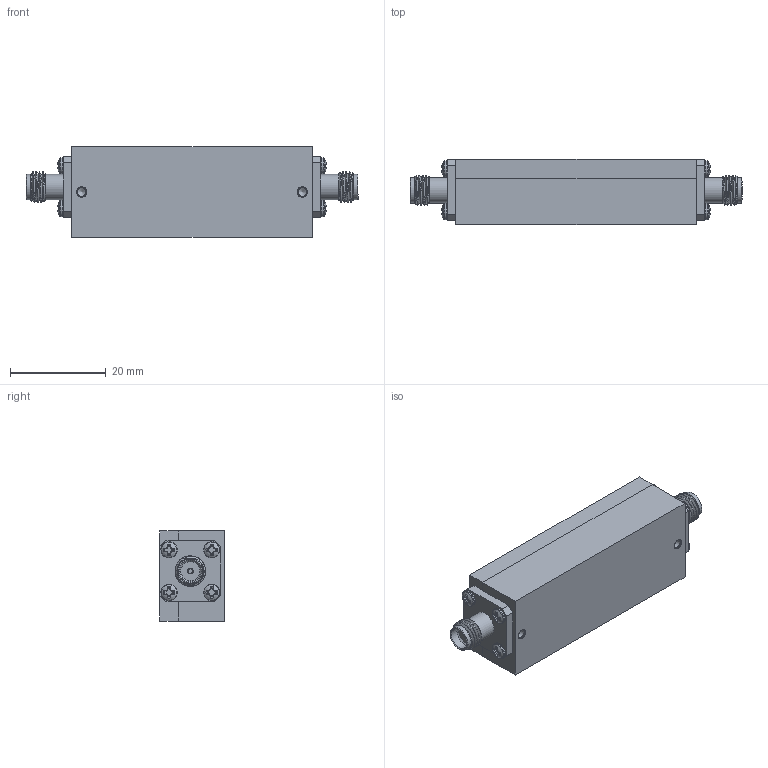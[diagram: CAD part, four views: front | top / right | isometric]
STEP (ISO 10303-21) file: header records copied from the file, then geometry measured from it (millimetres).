
FILE_DESCRIPTION (( 'STEP AP203' ), '1' );
FILE_NAME ('PE8739_3D.step', '2021-10-25T18:38:01', ( '' ), ( '' ), 'SwSTEP 2.0', 'SolidWorks 2021', '' );
FILE_SCHEMA (( 'CONFIG_CONTROL_DESIGN' ));
Length unit declared in the file: inch
Products named in the file (1): PE8739_3D
Bounding box: 69.19 x 13.54 x 18.8 mm (x, y, z)
Volume: 13529.4 mm3; surface area: 4822.2 mm2
Topology: 1 solids, 11 shells, 513 faces, 1332 edges, 879 vertices
Faces by surface type: plane 220, cylinder 201, cone 46, bspline 22, torus 16, sphere 8
Full cylindrical faces by diameter (mm): 0.508 x1, 0.94 x2, 1.016 x2, 1.194 x2, 1.27 x2, 1.778 x2, 1.854 x10, 2.184 x2, 3.393 x8, 4.521 x2, 5.08 x2, 5.334 x4
Entity records: 28043 total; most frequent: CARTESIAN_POINT 16676, ORIENTED_EDGE 2468, DIRECTION 2140, EDGE_CURVE 1234, VERTEX_POINT 854, AXIS2_PLACEMENT_3D 842, EDGE_LOOP 624, FACE_OUTER_BOUND 568
